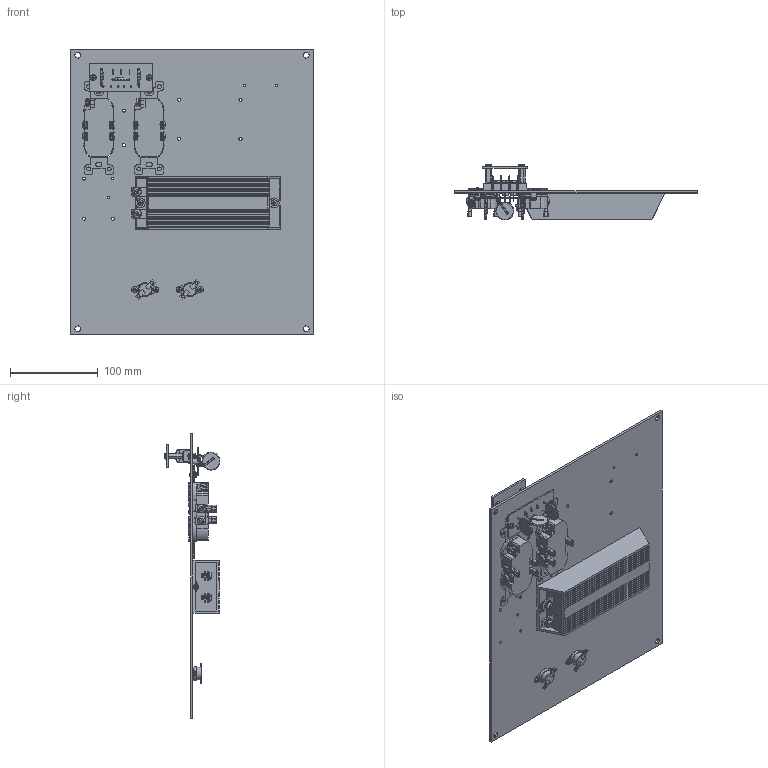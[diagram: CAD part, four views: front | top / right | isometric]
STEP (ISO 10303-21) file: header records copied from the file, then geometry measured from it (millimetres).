
FILE_DESCRIPTION (( 'STEP AP214' ), '1' );
FILE_NAME ('TEF14-RP1HF-1_3D.STEP', '2020-04-15T17:35:38', ( '' ), ( '' ), 'SwSTEP 2.0', 'SolidWorks 2018', '' );
FILE_SCHEMA (( 'AUTOMOTIVE_DESIGN' ));
Length unit declared in the file: inch
Products named in the file (20): XF797-02; XFS-0017; XMH-0010; XFN-0013; XCTB-0002; XCT-0010; XF451-01; XMH-0005; TEF14-RP1HF-1_3D; XLBL-F704-UL_With Actual Text; 1AW05-083_With Actual Text; 1AW05-082_With Actual Text; XFS-0031; XMH-0006; XFW-0004; XHIC-HTR110; XFN-0022; X-ASSY-HYP285-1; XERZ-V20D241; X-PCB-HYP285
Assembly tree (45 placements, depth 3):
  TEF14-RP1HF-1_3D
    XF451-01
    XCT-0010  x6
    XCTB-0002
    XFN-0013  x2
    XMH-0010  x2
    XFS-0017  x11
    XF797-02
    X-ASSY-HYP285-1
      X-PCB-HYP285
      XERZ-V20D241  x3
    XFN-0022  x2
    XHIC-HTR110
    XFW-0004  x4
    XMH-0006
    XFS-0031  x4
    1AW05-082_With Actual Text
    1AW05-083_With Actual Text
    XLBL-F704-UL_With Actual Text
    XMH-0005
Bounding box: 275.59 x 63.69 x 323.85 mm (x, y, z)
Volume: 580186.6 mm3; surface area: 270114 mm2
Topology: 44 solids, 44 shells, 3060 faces, 7835 edges, 4997 vertices
Faces by surface type: plane 1687, cylinder 588, cone 329, bspline 322, torus 108, sphere 26
Full cylindrical faces by diameter (mm): 1.102 x1, 1.27 x6, 1.397 x6, 1.778 x6, 2.705 x18, 3.175 x4, 3.429 x2, 3.556 x9, 3.683 x2, 3.81 x2, 3.886 x8, 3.934 x1, 3.962 x2, 4.064 x2, 4.47 x2, 4.572 x10, 5.08 x4, 6.35 x6, 6.667 x3, 6.858 x15, 7.163 x3, 7.62 x3, 8.801 x2, 8.915 x8, 9.703 x2, 10.655 x2, 11.176 x4, 14.478 x2, 16.002 x2, 20.32 x3
Entity records: 87709 total; most frequent: CARTESIAN_POINT 28106, ORIENTED_EDGE 9054, DIRECTION 7771, EDGE_CURVE 4527, VERTEX_POINT 3048, LINE 2953, VECTOR 2953, AXIS2_PLACEMENT_3D 2409
